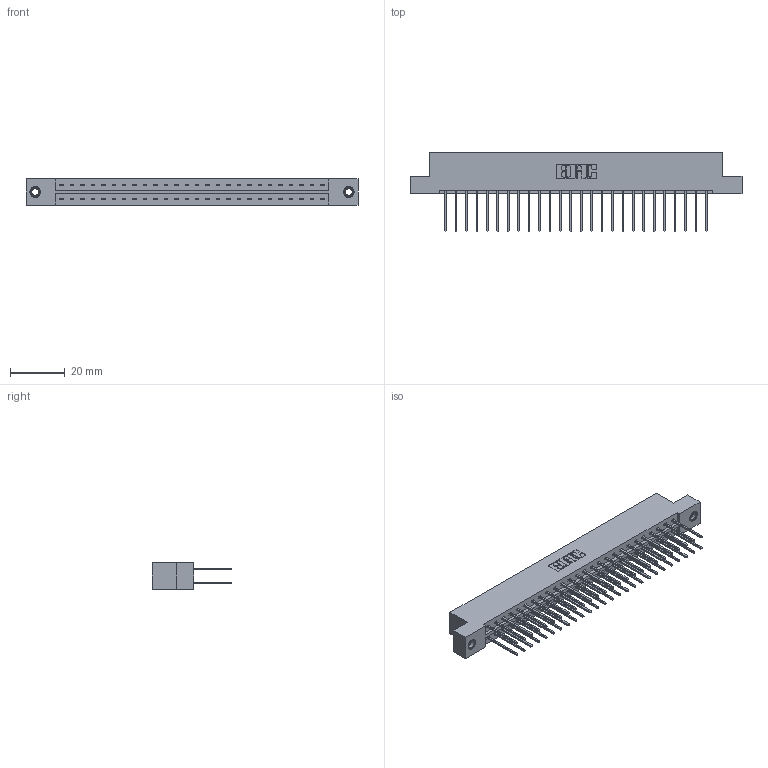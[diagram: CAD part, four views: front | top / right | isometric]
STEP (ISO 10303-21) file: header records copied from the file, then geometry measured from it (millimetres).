
FILE_DESCRIPTION (( 'STEP AP203' ), '1' );
FILE_NAME ('379-052-540-207.STEP', '2020-02-26T17:48:47', ( '' ), ( '' ), 'SwSTEP 2.0', 'SolidWorks 2016', '' );
FILE_SCHEMA (( 'CONFIG_CONTROL_DESIGN' ));
Length unit declared in the file: inch
Products named in the file (4): 345-292-001_345-293-140; 345-250-001_345-250-005-103; 379 Part_Flush - .156 Dia - TI; 379-052-540-207
Assembly tree (55 placements, depth 2):
  379-052-540-207
    379 Part_Flush - .156 Dia - TI
    345-292-001_345-293-140  x52
    345-250-001_345-250-005-103  x2
Bounding box: 121.28 x 29.13 x 9.53 mm (x, y, z)
Volume: 12905.8 mm3; surface area: 15360.6 mm2
Topology: 55 solids, 55 shells, 2878 faces, 8507 edges, 5594 vertices
Faces by surface type: plane 1974, cylinder 888, cone 12, torus 4
Entity records: 20000 total; most frequent: CARTESIAN_POINT 3317, ORIENTED_EDGE 3246, DIRECTION 2893, EDGE_CURVE 1623, VECTOR 1475, LINE 1475, VERTEX_POINT 1076, AXIS2_PLACEMENT_3D 709
